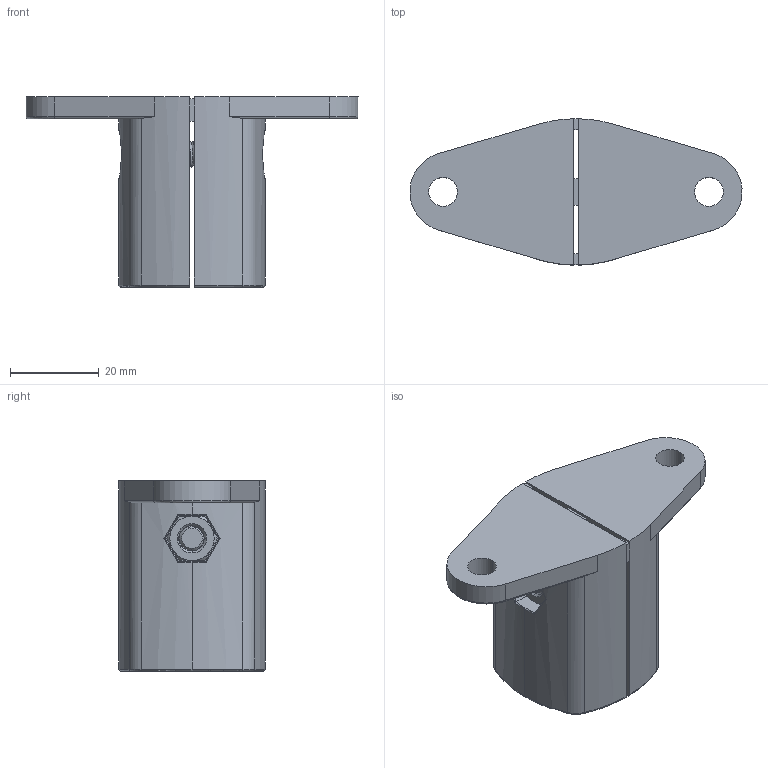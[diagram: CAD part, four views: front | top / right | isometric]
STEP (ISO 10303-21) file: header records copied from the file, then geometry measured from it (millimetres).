
FILE_DESCRIPTION (( 'STEP AP203' ), '1' );
FILE_NAME ('B390 Ñîåäèíèòåëü òðóáíîãî ïðîôèëÿ Ô28 ñ Ò-ïàçîì.step', '2025-11-12T07:35:24', ( '' ), ( '' ), 'SwSTEP 2.0', 'SolidWorks 2025', '' );
FILE_SCHEMA (( 'CONFIG_CONTROL_DESIGN' ));
Length unit declared in the file: millimetre
Products named in the file (2): B390 Соединитель трубного профиля Ф28 с Т-пазом; B390 Соединитель трубного профиля Ф28 с Т-пазом_00
Assembly tree (1 placements, depth 2):
  B390 Соединитель трубного профиля Ф28 с Т-пазом
    B390 Соединитель трубного профиля Ф28 с Т-пазом_00
Bounding box: 74.93 x 32.99 x 43 mm (x, y, z)
Volume: 26311 mm3; surface area: 15441.6 mm2
Topology: 3 solids, 3 shells, 311 faces, 862 edges, 557 vertices
Faces by surface type: cylinder 116, plane 110, bspline 42, cone 27, torus 16
Entity records: 16751 total; most frequent: CARTESIAN_POINT 9169, ORIENTED_EDGE 1724, DIRECTION 1306, EDGE_CURVE 862, VERTEX_POINT 557, AXIS2_PLACEMENT_3D 475, LINE 356, VECTOR 356
